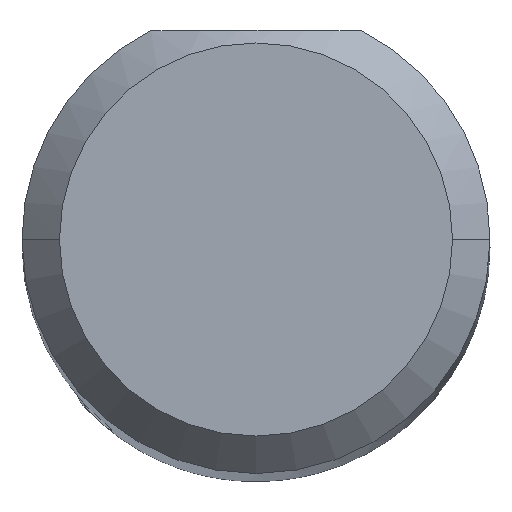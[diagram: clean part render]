
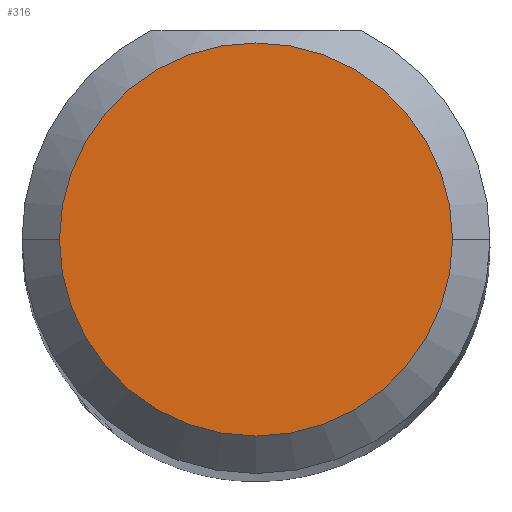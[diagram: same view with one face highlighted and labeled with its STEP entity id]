
A CAD part, top view. The second image highlights one B-rep face of the part: STEP entity #316.
In plain terms, the highlighted planar face has unit normal (0, 0, 1).
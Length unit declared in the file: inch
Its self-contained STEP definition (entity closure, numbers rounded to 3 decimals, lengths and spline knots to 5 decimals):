
#36 = CARTESIAN_POINT ( 'NONE',  ( 0., 0., 2. ) ) ;
#46 = DIRECTION ( 'NONE',  ( 1., 0., 0. ) ) ;
#54 = DIRECTION ( 'NONE',  ( 0., 0., 1. ) ) ;
#61 = DIRECTION ( 'NONE',  ( 0., 0., 1. ) ) ;
#112 = PLANE ( 'NONE',  #606 ) ;
#132 = VERTEX_POINT ( 'NONE', #387 ) ;
#174 = ORIENTED_EDGE ( 'NONE', *, *, #347, .T. ) ;
#288 = DIRECTION ( 'NONE',  ( 1., 0., 0. ) ) ;
#295 = EDGE_LOOP ( 'NONE', ( #174, #685 ) ) ;
#304 = DIRECTION ( 'NONE',  ( 0., 0., 1. ) ) ;
#316 = ADVANCED_FACE ( 'NONE', ( #359 ), #112, .T. ) ;
#347 = EDGE_CURVE ( 'NONE', #132, #430, #432, .T. ) ;
#359 = FACE_OUTER_BOUND ( 'NONE', #295, .T. ) ;
#387 = CARTESIAN_POINT ( 'NONE',  ( -0.07875, 0., 2. ) ) ;
#393 = AXIS2_PLACEMENT_3D ( 'NONE', #679, #61, #625 ) ;
#404 = AXIS2_PLACEMENT_3D ( 'NONE', #36, #304, #288 ) ;
#430 = VERTEX_POINT ( 'NONE', #690 ) ;
#432 = CIRCLE ( 'NONE', #404, 0.07875 ) ;
#452 = EDGE_CURVE ( 'NONE', #430, #132, #513, .T. ) ;
#513 = CIRCLE ( 'NONE', #393, 0.07875 ) ;
#565 = CARTESIAN_POINT ( 'NONE',  ( 0., 0., 2. ) ) ;
#606 = AXIS2_PLACEMENT_3D ( 'NONE', #565, #54, #46 ) ;
#625 = DIRECTION ( 'NONE',  ( 1., 0., 0. ) ) ;
#679 = CARTESIAN_POINT ( 'NONE',  ( 0., 0., 2. ) ) ;
#685 = ORIENTED_EDGE ( 'NONE', *, *, #452, .T. ) ;
#690 = CARTESIAN_POINT ( 'NONE',  ( 0.07875, 0., 2. ) ) ;
